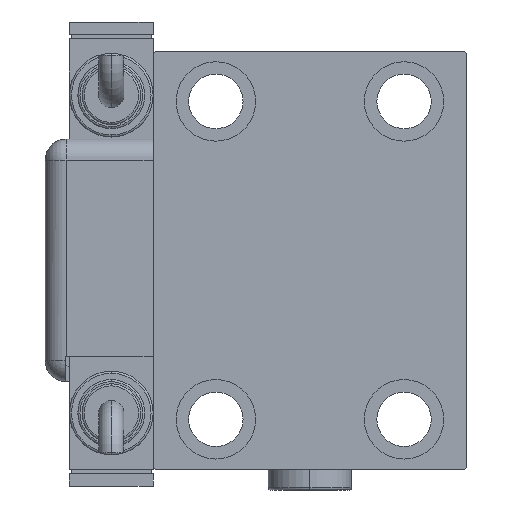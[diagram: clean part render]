
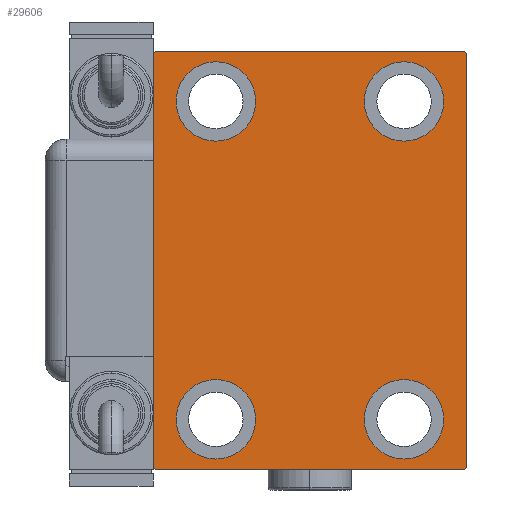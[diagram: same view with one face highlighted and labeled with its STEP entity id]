
A CAD part, left-side view. The second image highlights one B-rep face of the part: STEP entity #29606.
In plain terms, the highlighted face is planar.
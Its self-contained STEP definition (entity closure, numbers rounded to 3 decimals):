
#827 = CARTESIAN_POINT ( 'NONE',  ( 98., 37., -50. ) ) ;
#980 = ORIENTED_EDGE ( 'NONE', *, *, #22267, .T. ) ;
#1006 = EDGE_CURVE ( 'NONE', #40671, #30018, #18476, .T. ) ;
#1062 = FACE_OUTER_BOUND ( 'NONE', #58476, .T. ) ;
#1308 = ORIENTED_EDGE ( 'NONE', *, *, #13296, .T. ) ;
#2008 = ORIENTED_EDGE ( 'NONE', *, *, #58749, .T. ) ;
#2476 = CARTESIAN_POINT ( 'NONE',  ( 98., -37., 50. ) ) ;
#3383 = VERTEX_POINT ( 'NONE', #53396 ) ;
#3415 = EDGE_CURVE ( 'NONE', #43231, #3910, #38975, .T. ) ;
#3522 = CIRCLE ( 'NONE', #55723, 9.5 ) ;
#3910 = VERTEX_POINT ( 'NONE', #18648 ) ;
#4056 = CARTESIAN_POINT ( 'NONE',  ( 98., 43.5, 43.5 ) ) ;
#4495 = VECTOR ( 'NONE', #21158, 1000. ) ;
#4876 = DIRECTION ( 'NONE',  ( -1., 0., 0. ) ) ;
#5318 = EDGE_CURVE ( 'NONE', #3383, #40671, #31905, .T. ) ;
#5480 = VECTOR ( 'NONE', #52749, 1000. ) ;
#5505 = DIRECTION ( 'NONE',  ( 0., 0., 1. ) ) ;
#5638 = CARTESIAN_POINT ( 'NONE',  ( 98., -22.5, -47.5 ) ) ;
#5731 = DIRECTION ( 'NONE',  ( -1., 0., 0. ) ) ;
#5857 = DIRECTION ( 'NONE',  ( 0., 0., -1. ) ) ;
#5926 = ORIENTED_EDGE ( 'NONE', *, *, #28700, .T. ) ;
#6187 = FACE_BOUND ( 'NONE', #8836, .T. ) ;
#6351 = DIRECTION ( 'NONE',  ( -1., 0., 0. ) ) ;
#6488 = FACE_BOUND ( 'NONE', #8794, .T. ) ;
#7643 = AXIS2_PLACEMENT_3D ( 'NONE', #52851, #18579, #61830 ) ;
#8304 = CARTESIAN_POINT ( 'NONE',  ( 98., 37.5, 49.5 ) ) ;
#8712 = ORIENTED_EDGE ( 'NONE', *, *, #42517, .T. ) ;
#8794 = EDGE_LOOP ( 'NONE', ( #8712, #1308 ) ) ;
#8836 = EDGE_LOOP ( 'NONE', ( #35131, #36788 ) ) ;
#8949 = AXIS2_PLACEMENT_3D ( 'NONE', #60787, #23267, #31937 ) ;
#9451 = EDGE_CURVE ( 'NONE', #38063, #12851, #46751, .T. ) ;
#10424 = VERTEX_POINT ( 'NONE', #15567 ) ;
#11852 = CARTESIAN_POINT ( 'NONE',  ( 98., 37., 50. ) ) ;
#11975 = CARTESIAN_POINT ( 'NONE',  ( 98., -37.5, 49.5 ) ) ;
#12851 = VERTEX_POINT ( 'NONE', #5638 ) ;
#13285 = CIRCLE ( 'NONE', #56282, 9.5 ) ;
#13296 = EDGE_CURVE ( 'NONE', #28761, #10424, #55148, .T. ) ;
#14642 = CARTESIAN_POINT ( 'NONE',  ( 98., -43.5, -43.5 ) ) ;
#15177 = ORIENTED_EDGE ( 'NONE', *, *, #19747, .T. ) ;
#15381 = EDGE_CURVE ( 'NONE', #22300, #43231, #31787, .T. ) ;
#15567 = CARTESIAN_POINT ( 'NONE',  ( 98., -22.5, 28.5 ) ) ;
#15800 = EDGE_LOOP ( 'NONE', ( #2008, #20873 ) ) ;
#15821 = VECTOR ( 'NONE', #62697, 1000. ) ;
#16104 = CARTESIAN_POINT ( 'NONE',  ( 98., -22.5, 47.5 ) ) ;
#16441 = PLANE ( 'NONE',  #30769 ) ;
#16796 = DIRECTION ( 'NONE',  ( 0., -0.707, -0.707 ) ) ;
#17085 = EDGE_CURVE ( 'NONE', #3910, #40396, #48480, .T. ) ;
#17203 = CIRCLE ( 'NONE', #23331, 9.5 ) ;
#17740 = CARTESIAN_POINT ( 'NONE',  ( 98., -37.5, -49.5 ) ) ;
#18476 = LINE ( 'NONE', #4056, #5480 ) ;
#18579 = DIRECTION ( 'NONE',  ( -1., 0., 0. ) ) ;
#18648 = CARTESIAN_POINT ( 'NONE',  ( 98., -37., -50. ) ) ;
#19572 = VECTOR ( 'NONE', #16796, 1000. ) ;
#19747 = EDGE_CURVE ( 'NONE', #12851, #38063, #13285, .T. ) ;
#20249 = VECTOR ( 'NONE', #42007, 1000. ) ;
#20269 = CIRCLE ( 'NONE', #30514, 9.5 ) ;
#20873 = ORIENTED_EDGE ( 'NONE', *, *, #54351, .T. ) ;
#21158 = DIRECTION ( 'NONE',  ( 0., -1., 0. ) ) ;
#21223 = DIRECTION ( 'NONE',  ( 0., 0.707, 0.707 ) ) ;
#22267 = EDGE_CURVE ( 'NONE', #34806, #22300, #46866, .T. ) ;
#22300 = VERTEX_POINT ( 'NONE', #11975 ) ;
#22915 = DIRECTION ( 'NONE',  ( 0., 0., 1. ) ) ;
#23080 = VECTOR ( 'NONE', #22915, 1000. ) ;
#23267 = DIRECTION ( 'NONE',  ( -1., 0., 0. ) ) ;
#23331 = AXIS2_PLACEMENT_3D ( 'NONE', #44491, #5731, #34883 ) ;
#25086 = CARTESIAN_POINT ( 'NONE',  ( 98., 22.5, -28.5 ) ) ;
#25137 = DIRECTION ( 'NONE',  ( -1., 0., 0. ) ) ;
#25729 = DIRECTION ( 'NONE',  ( 1., 0., 0. ) ) ;
#25820 = CARTESIAN_POINT ( 'NONE',  ( 98., 22.5, 47.5 ) ) ;
#26040 = CARTESIAN_POINT ( 'NONE',  ( 98., 0., 0. ) ) ;
#26281 = LINE ( 'NONE', #60876, #4495 ) ;
#26353 = FACE_BOUND ( 'NONE', #43491, .T. ) ;
#27404 = CARTESIAN_POINT ( 'NONE',  ( 98., 37.5, -50. ) ) ;
#28107 = CARTESIAN_POINT ( 'NONE',  ( 98., -22.5, -28.5 ) ) ;
#28700 = EDGE_CURVE ( 'NONE', #40396, #3383, #29892, .T. ) ;
#28761 = VERTEX_POINT ( 'NONE', #16104 ) ;
#29606 = ADVANCED_FACE ( 'NONE', ( #26353, #6488, #6187, #50077, #1062 ), #16441, .T. ) ;
#29892 = LINE ( 'NONE', #55502, #61448 ) ;
#30018 = VERTEX_POINT ( 'NONE', #11852 ) ;
#30498 = CARTESIAN_POINT ( 'NONE',  ( 98., -22.5, 38. ) ) ;
#30514 = AXIS2_PLACEMENT_3D ( 'NONE', #44416, #59500, #58871 ) ;
#30769 = AXIS2_PLACEMENT_3D ( 'NONE', #26040, #25729, #5857 ) ;
#31787 = LINE ( 'NONE', #51328, #20249 ) ;
#31905 = LINE ( 'NONE', #27404, #23080 ) ;
#31937 = DIRECTION ( 'NONE',  ( 0., 0., 1. ) ) ;
#31993 = ORIENTED_EDGE ( 'NONE', *, *, #3415, .T. ) ;
#33096 = VERTEX_POINT ( 'NONE', #63208 ) ;
#33270 = ORIENTED_EDGE ( 'NONE', *, *, #9451, .T. ) ;
#33565 = ORIENTED_EDGE ( 'NONE', *, *, #1006, .T. ) ;
#34392 = ORIENTED_EDGE ( 'NONE', *, *, #39755, .T. ) ;
#34568 = DIRECTION ( 'NONE',  ( -1., 0., 0. ) ) ;
#34656 = CARTESIAN_POINT ( 'NONE',  ( 98., 22.5, -47.5 ) ) ;
#34806 = VERTEX_POINT ( 'NONE', #2476 ) ;
#34883 = DIRECTION ( 'NONE',  ( 0., 0., 1. ) ) ;
#35131 = ORIENTED_EDGE ( 'NONE', *, *, #41979, .T. ) ;
#35177 = CARTESIAN_POINT ( 'NONE',  ( 98., -22.5, -38. ) ) ;
#36494 = VERTEX_POINT ( 'NONE', #25820 ) ;
#36788 = ORIENTED_EDGE ( 'NONE', *, *, #54034, .T. ) ;
#38063 = VERTEX_POINT ( 'NONE', #28107 ) ;
#38975 = LINE ( 'NONE', #14642, #15821 ) ;
#39381 = DIRECTION ( 'NONE',  ( 0., 0., 1. ) ) ;
#39691 = CARTESIAN_POINT ( 'NONE',  ( 98., 22.5, -38. ) ) ;
#39755 = EDGE_CURVE ( 'NONE', #30018, #34806, #26281, .T. ) ;
#40396 = VERTEX_POINT ( 'NONE', #827 ) ;
#40671 = VERTEX_POINT ( 'NONE', #8304 ) ;
#41190 = VERTEX_POINT ( 'NONE', #25086 ) ;
#41979 = EDGE_CURVE ( 'NONE', #33096, #36494, #59846, .T. ) ;
#42007 = DIRECTION ( 'NONE',  ( 0., 0., -1. ) ) ;
#42517 = EDGE_CURVE ( 'NONE', #10424, #28761, #3522, .T. ) ;
#42737 = AXIS2_PLACEMENT_3D ( 'NONE', #39691, #34568, #39381 ) ;
#43231 = VERTEX_POINT ( 'NONE', #17740 ) ;
#43491 = EDGE_LOOP ( 'NONE', ( #15177, #33270 ) ) ;
#44416 = CARTESIAN_POINT ( 'NONE',  ( 98., 22.5, -38. ) ) ;
#44491 = CARTESIAN_POINT ( 'NONE',  ( 98., 22.5, 38. ) ) ;
#44878 = VECTOR ( 'NONE', #63225, 1000. ) ;
#45807 = CIRCLE ( 'NONE', #42737, 9.5 ) ;
#46751 = CIRCLE ( 'NONE', #8949, 9.5 ) ;
#46866 = LINE ( 'NONE', #56182, #19572 ) ;
#48480 = LINE ( 'NONE', #59054, #44878 ) ;
#48660 = ORIENTED_EDGE ( 'NONE', *, *, #5318, .T. ) ;
#49009 = AXIS2_PLACEMENT_3D ( 'NONE', #49475, #25137, #59734 ) ;
#49475 = CARTESIAN_POINT ( 'NONE',  ( 98., -22.5, 38. ) ) ;
#50077 = FACE_BOUND ( 'NONE', #15800, .T. ) ;
#51328 = CARTESIAN_POINT ( 'NONE',  ( 98., -37.5, 50. ) ) ;
#52749 = DIRECTION ( 'NONE',  ( 0., -0.707, 0.707 ) ) ;
#52851 = CARTESIAN_POINT ( 'NONE',  ( 98., 22.5, 38. ) ) ;
#53396 = CARTESIAN_POINT ( 'NONE',  ( 98., 37.5, -49.5 ) ) ;
#54034 = EDGE_CURVE ( 'NONE', #36494, #33096, #17203, .T. ) ;
#54351 = EDGE_CURVE ( 'NONE', #41190, #54737, #20269, .T. ) ;
#54737 = VERTEX_POINT ( 'NONE', #34656 ) ;
#55148 = CIRCLE ( 'NONE', #49009, 9.5 ) ;
#55373 = DIRECTION ( 'NONE',  ( 0., 0., 1. ) ) ;
#55502 = CARTESIAN_POINT ( 'NONE',  ( 98., 43.5, -43.5 ) ) ;
#55723 = AXIS2_PLACEMENT_3D ( 'NONE', #30498, #4876, #5505 ) ;
#56182 = CARTESIAN_POINT ( 'NONE',  ( 98., -43.5, 43.5 ) ) ;
#56282 = AXIS2_PLACEMENT_3D ( 'NONE', #35177, #6351, #55373 ) ;
#56803 = ORIENTED_EDGE ( 'NONE', *, *, #17085, .T. ) ;
#58476 = EDGE_LOOP ( 'NONE', ( #34392, #980, #61274, #31993, #56803, #5926, #48660, #33565 ) ) ;
#58749 = EDGE_CURVE ( 'NONE', #54737, #41190, #45807, .T. ) ;
#58871 = DIRECTION ( 'NONE',  ( 0., 0., 1. ) ) ;
#59054 = CARTESIAN_POINT ( 'NONE',  ( 98., -37.5, -50. ) ) ;
#59500 = DIRECTION ( 'NONE',  ( -1., 0., 0. ) ) ;
#59734 = DIRECTION ( 'NONE',  ( 0., 0., 1. ) ) ;
#59846 = CIRCLE ( 'NONE', #7643, 9.5 ) ;
#60787 = CARTESIAN_POINT ( 'NONE',  ( 98., -22.5, -38. ) ) ;
#60876 = CARTESIAN_POINT ( 'NONE',  ( 98., 37.5, 50. ) ) ;
#61274 = ORIENTED_EDGE ( 'NONE', *, *, #15381, .T. ) ;
#61448 = VECTOR ( 'NONE', #21223, 1000. ) ;
#61830 = DIRECTION ( 'NONE',  ( 0., 0., 1. ) ) ;
#62697 = DIRECTION ( 'NONE',  ( 0., 0.707, -0.707 ) ) ;
#63208 = CARTESIAN_POINT ( 'NONE',  ( 98., 22.5, 28.5 ) ) ;
#63225 = DIRECTION ( 'NONE',  ( 0., 1., 0. ) ) ;
